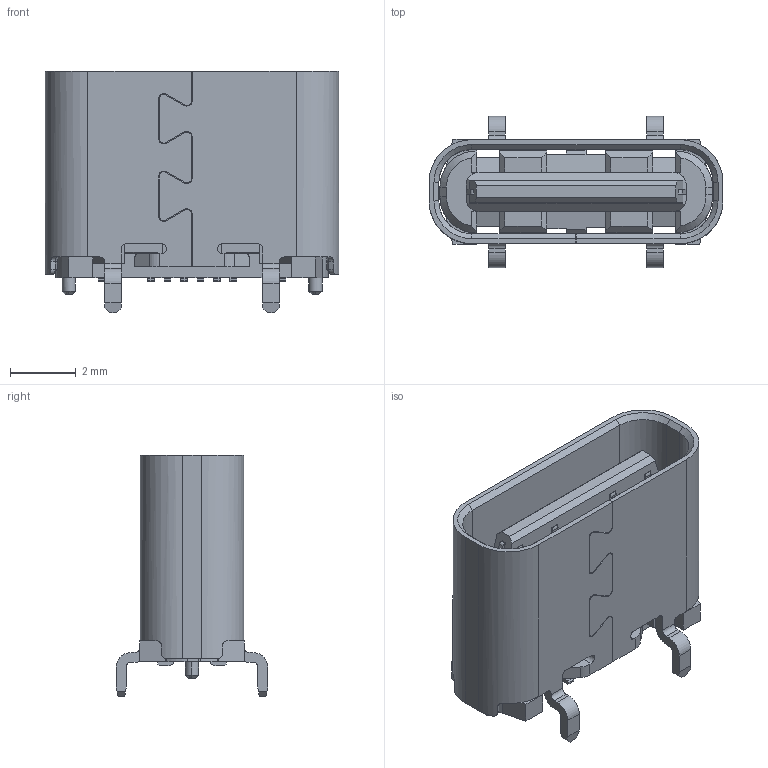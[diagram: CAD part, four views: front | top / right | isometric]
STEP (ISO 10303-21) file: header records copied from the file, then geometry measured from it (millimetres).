
FILE_DESCRIPTION(('STEP AP242'),'1');
FILE_NAME('2171820001.stp','2024-05-08T05:32:25',('TraceParts'),('TraceParts S.A.'),'Spatial InterOp 3D',' ',' ');
FILE_SCHEMA(('AP242_MANAGED_MODEL_BASED_3D_ENGINEERING_MIM_LF {1 0 10303 442 1 1 4}'));
Length unit declared in the file: millimetre
Products named in the file (1): 2171820001_1
Bounding box: 8.94 x 4.6 x 7.35 mm (x, y, z)
Volume: 83.2 mm3; surface area: 415.3 mm2
Topology: 1 solids, 1 shells, 805 faces, 2404 edges, 1677 vertices
Faces by surface type: plane 635, cylinder 134, cone 28, bspline 8
Entity records: 27117 total; most frequent: CARTESIAN_POINT 5611, ORIENTED_EDGE 4596, DIRECTION 4143, EDGE_CURVE 2298, LINE 1953, VECTOR 1953, VERTEX_POINT 1473, AXIS2_PLACEMENT_3D 1095
